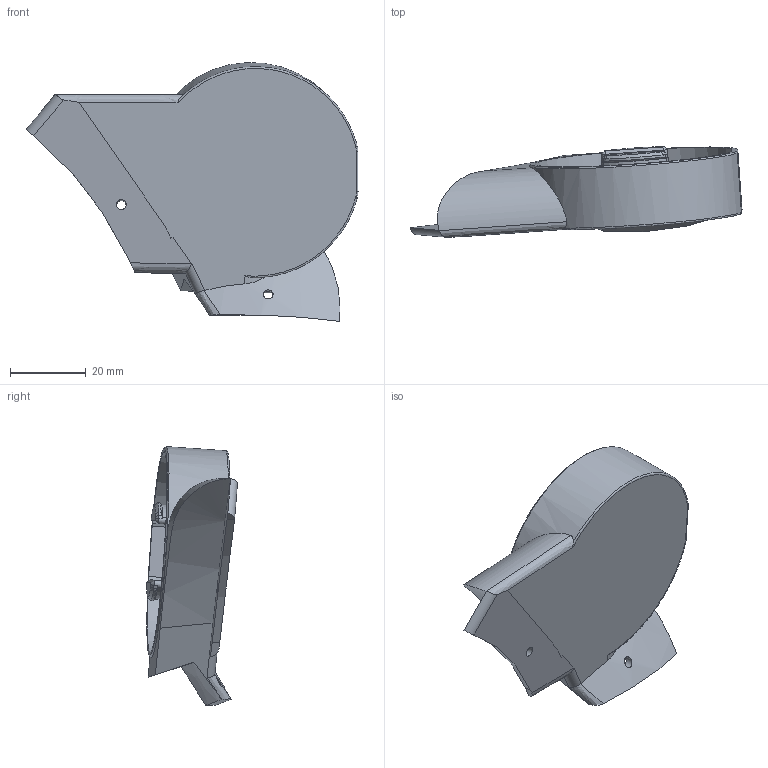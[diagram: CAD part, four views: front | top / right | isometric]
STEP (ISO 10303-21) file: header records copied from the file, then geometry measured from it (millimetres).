
FILE_DESCRIPTION(/* description */ (''),/* implementation_level */ '2;1');
FILE_NAME(/* name */ 'Ploopy Knob 80 v1 Final.step',/* time_stamp */ '2025-07-10T11:29:59-05:00',/* author */ (''),/* organization */ (''),/* preprocessor_version */ 'ST-DEVELOPER v20.1',/* originating_system */ 'Autodesk Translation Framework v14.4.0.0',/* authorisation */ '');
FILE_SCHEMA (('AUTOMOTIVE_DESIGN { 1 0 10303 214 3 1 1 }'));
Length unit declared in the file: millimetre
Products named in the file (2): Ploopy Knob 80; Component4
Assembly tree (1 placements, depth 2):
  Ploopy Knob 80
    Component4
Bounding box: 87.89 x 24.04 x 68.5 mm (x, y, z)
Volume: 33373.8 mm3; surface area: 14522.6 mm2
Topology: 1 solids, 1 shells, 216 faces, 552 edges, 341 vertices
Faces by surface type: cylinder 80, plane 68, cone 31, torus 16, bspline 15, sphere 6
Full cylindrical faces by diameter (mm): 1.9 x2, 2.4 x2, 2.6 x2
Entity records: 7652 total; most frequent: CARTESIAN_POINT 2399, DIRECTION 1105, ORIENTED_EDGE 1094, EDGE_CURVE 547, AXIS2_PLACEMENT_3D 430, VERTEX_POINT 341, LINE 245, VECTOR 245
